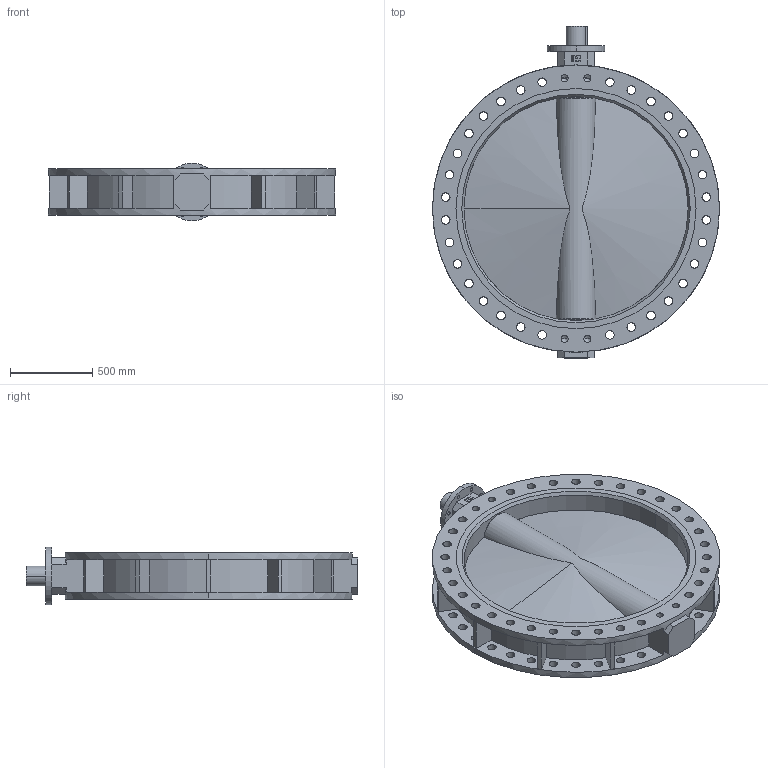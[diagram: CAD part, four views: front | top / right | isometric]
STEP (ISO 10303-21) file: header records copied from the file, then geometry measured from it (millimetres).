
FILE_DESCRIPTION (( 'STEP AP214' ), '1' );
FILE_NAME ('D41400._3.step', '2013-07-30T15:19:55', ( 'mbuehlmann' ), ( '' ), 'SwSTEP 2.0', 'SolidWorks 2012', '' );
FILE_SCHEMA (( 'AUTOMOTIVE_DESIGN' ));
Length unit declared in the file: millimetre
Products named in the file (6): ia-Logo40; ia-scheibe250_ia-scheibe1400; ia-Dichtungbasic_Dichtung1400; ia-Keil_ia-Keil1400; BO.D41400._3; D41400._3
Assembly tree (5 placements, depth 2):
  D41400._3
    BO.D41400._3
    ia-Keil_ia-Keil1400
    ia-Dichtungbasic_Dichtung1400
    ia-scheibe250_ia-scheibe1400
    ia-Logo40
Bounding box: 1746 x 2018 x 350 mm (x, y, z)
Volume: 286713577.1 mm3; surface area: 13084385.7 mm2
Topology: 5 solids, 5 shells, 323 faces, 905 edges, 584 vertices
Faces by surface type: cylinder 190, plane 89, cone 32, torus 10, sphere 2
Entity records: 11584 total; most frequent: CARTESIAN_POINT 2320, DIRECTION 1938, ORIENTED_EDGE 1772, EDGE_CURVE 886, AXIS2_PLACEMENT_3D 753, VERTEX_POINT 583, EDGE_LOOP 483, LINE 432
